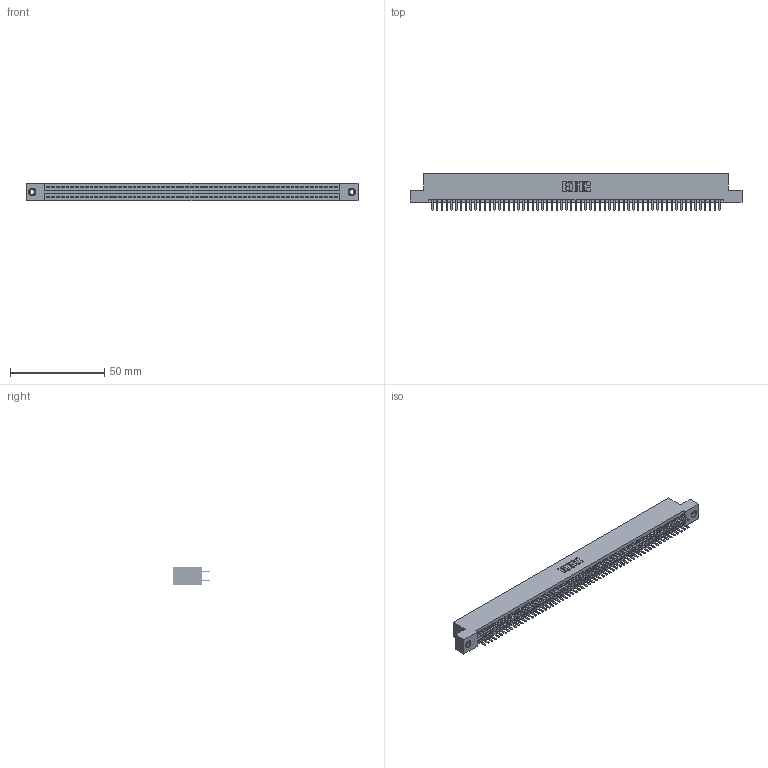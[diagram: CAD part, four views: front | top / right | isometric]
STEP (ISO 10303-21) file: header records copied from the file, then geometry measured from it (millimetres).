
FILE_DESCRIPTION (( 'STEP AP203' ), '1' );
FILE_NAME ('845-122-520-207.STEP', '2018-11-21T08:24:02', ( '' ), ( '' ), 'SwSTEP 2.0', 'SolidWorks 2016', '' );
FILE_SCHEMA (( 'CONFIG_CONTROL_DESIGN' ));
Length unit declared in the file: inch
Products named in the file (4): 845-122-520-207; 845 Part_Flush Mounting Lugs - 0.156 Dia-TI; 345-292-001_345-293-120; 345-250-001_345-250-005-103
Assembly tree (125 placements, depth 2):
  845-122-520-207
    845 Part_Flush Mounting Lugs - 0.156 Dia-TI
    345-292-001_345-293-120  x122
    345-250-001_345-250-005-103  x2
Bounding box: 176.15 x 19.68 x 9.4 mm (x, y, z)
Volume: 17220.5 mm3; surface area: 25736.6 mm2
Topology: 125 solids, 125 shells, 6774 faces, 19631 edges, 12754 vertices
Faces by surface type: plane 4382, cylinder 2376, cone 12, torus 4
Entity records: 46604 total; most frequent: CARTESIAN_POINT 7787, ORIENTED_EDGE 7702, DIRECTION 6857, EDGE_CURVE 3851, LINE 3451, VECTOR 3451, VERTEX_POINT 2560, AXIS2_PLACEMENT_3D 1703
